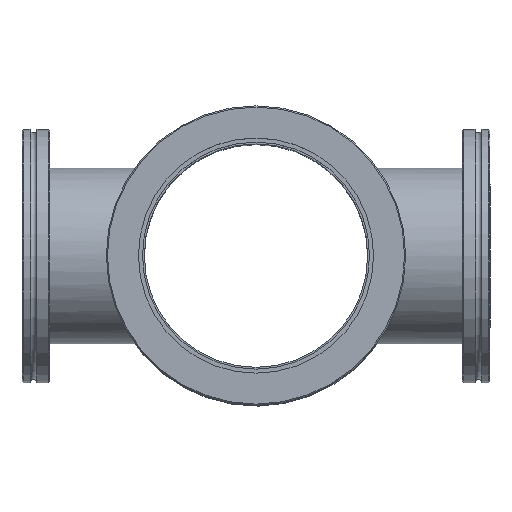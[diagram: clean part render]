
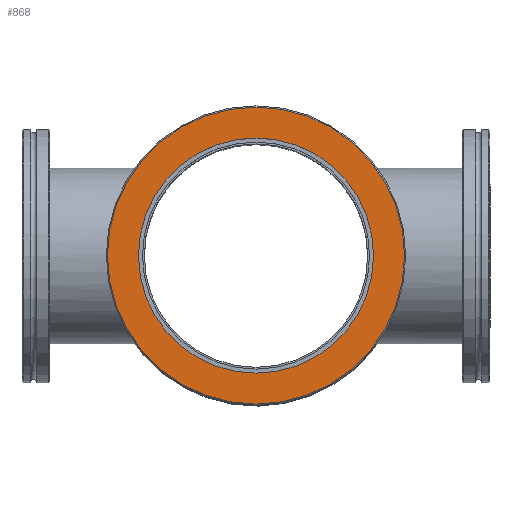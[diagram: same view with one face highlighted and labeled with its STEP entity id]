
A CAD part, top view. The second image highlights one B-rep face of the part: STEP entity #868.
In plain terms, the highlighted face is planar.
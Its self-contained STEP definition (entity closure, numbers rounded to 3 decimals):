
#72=PLANE('',#1048);
#89=FACE_BOUND('',#255,.T.);
#127=CIRCLE('',#1042,64.5);
#132=CIRCLE('',#1049,51.05);
#133=CIRCLE('',#1050,51.05);
#199=FACE_OUTER_BOUND('',#254,.T.);
#254=EDGE_LOOP('',(#683));
#255=EDGE_LOOP('',(#684,#685));
#400=VERTEX_POINT('',#1813);
#405=VERTEX_POINT('',#1827);
#406=VERTEX_POINT('',#1828);
#504=EDGE_CURVE('',#400,#400,#127,.T.);
#511=EDGE_CURVE('',#405,#406,#132,.T.);
#512=EDGE_CURVE('',#406,#405,#133,.T.);
#683=ORIENTED_EDGE('',*,*,#504,.F.);
#684=ORIENTED_EDGE('',*,*,#511,.F.);
#685=ORIENTED_EDGE('',*,*,#512,.F.);
#868=ADVANCED_FACE('',(#199,#89),#72,.T.);
#1042=AXIS2_PLACEMENT_3D('',#1814,#1240,#1241);
#1048=AXIS2_PLACEMENT_3D('',#1826,#1254,#1255);
#1049=AXIS2_PLACEMENT_3D('',#1829,#1256,#1257);
#1050=AXIS2_PLACEMENT_3D('',#1830,#1258,#1259);
#1240=DIRECTION('center_axis',(-1.,0.,0.));
#1241=DIRECTION('ref_axis',(0.,0.,-1.));
#1254=DIRECTION('center_axis',(1.,0.,0.));
#1255=DIRECTION('ref_axis',(0.,0.,-1.));
#1256=DIRECTION('center_axis',(1.,0.,0.));
#1257=DIRECTION('ref_axis',(0.,0.,-1.));
#1258=DIRECTION('center_axis',(1.,0.,0.));
#1259=DIRECTION('ref_axis',(0.,0.,-1.));
#1813=CARTESIAN_POINT('',(0.,0.,64.5));
#1814=CARTESIAN_POINT('Origin',(0.,0.,0.));
#1826=CARTESIAN_POINT('Origin',(0.,0.,51.05));
#1827=CARTESIAN_POINT('',(0.,0.,51.05));
#1828=CARTESIAN_POINT('',(0.,0.,-51.05));
#1829=CARTESIAN_POINT('Origin',(0.,0.,0.));
#1830=CARTESIAN_POINT('Origin',(0.,0.,0.));
